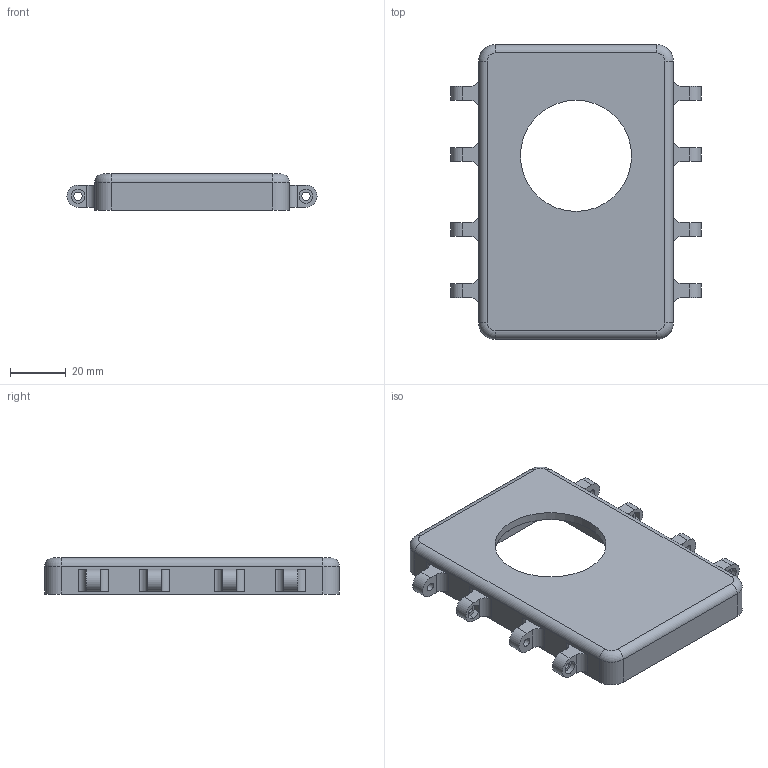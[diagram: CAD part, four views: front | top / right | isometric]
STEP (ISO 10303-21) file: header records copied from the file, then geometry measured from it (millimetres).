
FILE_DESCRIPTION(/* description */ ('STEP AP242','CAx-IF Rec.Pracs.---Representation and Presentation of Product Manufacturing Information (PMI)---4.0---2014-10-13','CAx-IF Rec.Pracs.---3D Tessellated Geometry---0.4---2014-09-14','2;1'),/* implementation_level */ '2;1');
FILE_NAME(/* name */ '68915142962d460963c11cb9',/* time_stamp */ '2025-08-05T00:33:07Z',/* author */ (''),/* organization */ (''),/* preprocessor_version */ 'ST-DEVELOPER v20',/* originating_system */ 'ONSHAPE BY PTC INC, 1.201',/* authorisation */ ' ');
FILE_SCHEMA (('AP242_MANAGED_MODEL_BASED_3D_ENGINEERING_MIM_LF { 1 0 10303 442 1 1 4 }'));
Length unit declared in the file: metre
Products named in the file (1): Top Enclosure
Bounding box: 90 x 106 x 13 mm (x, y, z)
Volume: 49231.2 mm3; surface area: 23216.2 mm2
Topology: 1 solids, 1 shells, 153 faces, 384 edges, 252 vertices
Faces by surface type: plane 96, cylinder 53, torus 4
Full cylindrical faces by diameter (mm): 3 x8, 5 x4, 40 x1
Entity records: 4567 total; most frequent: DIRECTION 791, CARTESIAN_POINT 777, ORIENTED_EDGE 742, EDGE_CURVE 371, AXIS2_PLACEMENT_3D 266, LINE 259, VECTOR 259, VERTEX_POINT 252
